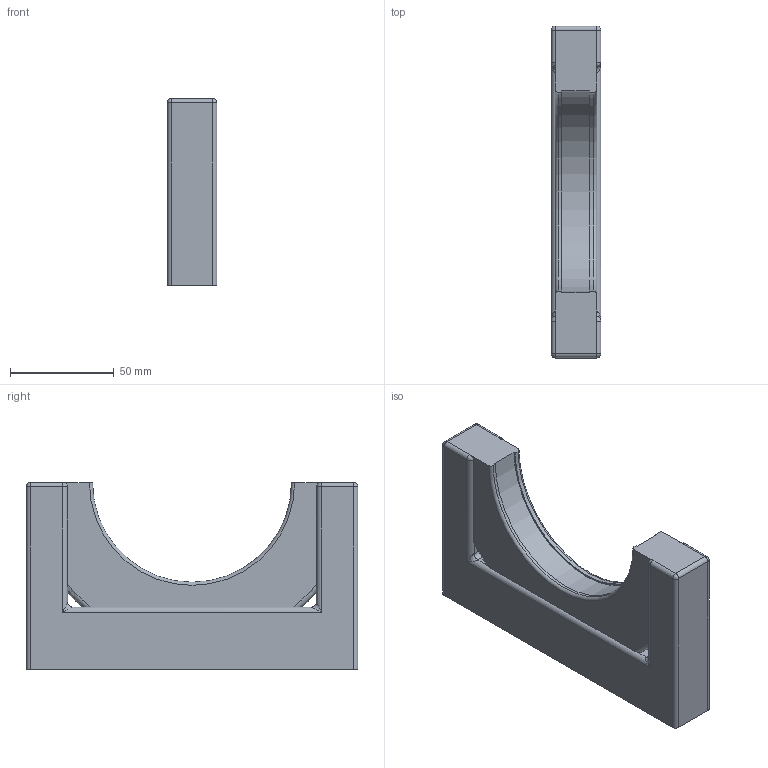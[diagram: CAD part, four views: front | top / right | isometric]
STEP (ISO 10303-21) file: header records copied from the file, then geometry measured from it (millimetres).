
FILE_DESCRIPTION(/* description */ (''),/* implementation_level */ '2;1');
FILE_NAME(/* name */ 'curving_stand_version1.step',/* time_stamp */ '2024-04-14T16:17:14-04:00',/* author */ (''),/* organization */ (''),/* preprocessor_version */ 'ST-DEVELOPER v20',/* originating_system */ 'Autodesk Translation Framework v12.20.1.177',/* authorisation */ '');
FILE_SCHEMA (('AUTOMOTIVE_DESIGN { 1 0 10303 214 3 1 1 }'));
Length unit declared in the file: millimetre
Products named in the file (1): curving_stand
Bounding box: 24 x 160 x 90 mm (x, y, z)
Volume: 240708.9 mm3; surface area: 35063.7 mm2
Topology: 1 solids, 1 shells, 56 faces, 146 edges, 84 vertices
Faces by surface type: cylinder 23, plane 15, bspline 8, torus 6, sphere 4
Entity records: 1950 total; most frequent: CARTESIAN_POINT 587, ORIENTED_EDGE 284, DIRECTION 276, EDGE_CURVE 142, AXIS2_PLACEMENT_3D 105, VERTEX_POINT 84, LINE 66, VECTOR 66
